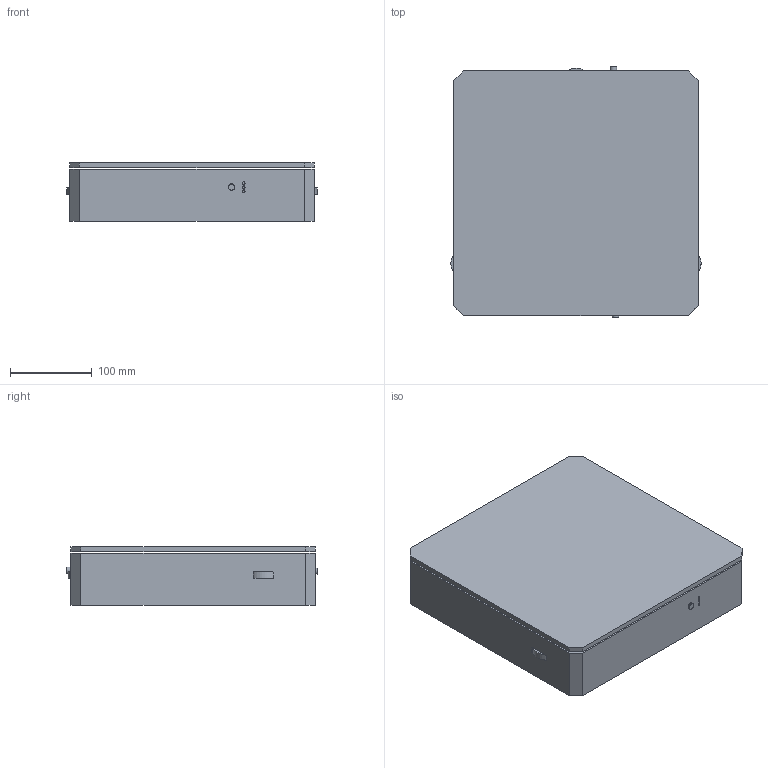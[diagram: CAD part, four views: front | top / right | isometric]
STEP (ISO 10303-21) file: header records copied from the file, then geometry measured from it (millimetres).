
FILE_DESCRIPTION(/* description */ ('Unknown'),/* implementation_level */ '2;1');
FILE_NAME(/* name */ 'TS -C30 full model',/* time_stamp */ '2018-11-15T17:02:07+01:00',/* author */ ('Unknown'),/* organization */ ('Unknown'),/* preprocessor_version */ 'ST-DEVELOPER v16.7',/* originating_system */ 'DEX',/* authorisation */ $);
FILE_SCHEMA (('AUTOMOTIVE_DESIGN {1 0 10303 214 3 1 1}'));
Length unit declared in the file: millimetre
Products named in the file (4): TS -C30 full model; TS-C30 1.32x-B Gehaeuse; TS-C30 Deckel; TS-30 fake internal part 
Assembly tree (3 placements, depth 2):
  TS -C30 full model
    TS-C30 1.32x-B Gehaeuse
    TS-C30 Deckel
    TS-30 fake internal part 
Bounding box: 306.95 x 307.01 x 72 mm (x, y, z)
Volume: 6175871.2 mm3; surface area: 758620.8 mm2
Topology: 3 solids, 3 shells, 107 faces, 291 edges, 193 vertices
Faces by surface type: plane 81, cylinder 26
Full cylindrical faces by diameter (mm): 3.1 x3, 7.5 x1, 8 x2, 8.2 x1, 10 x1, 15 x1, 36 x3
Entity records: 4056 total; most frequent: CARTESIAN_POINT 571, DIRECTION 550, ORIENTED_EDGE 546, EDGE_CURVE 273, LINE 218, VECTOR 218, VERTEX_POINT 187, AXIS2_PLACEMENT_3D 166
